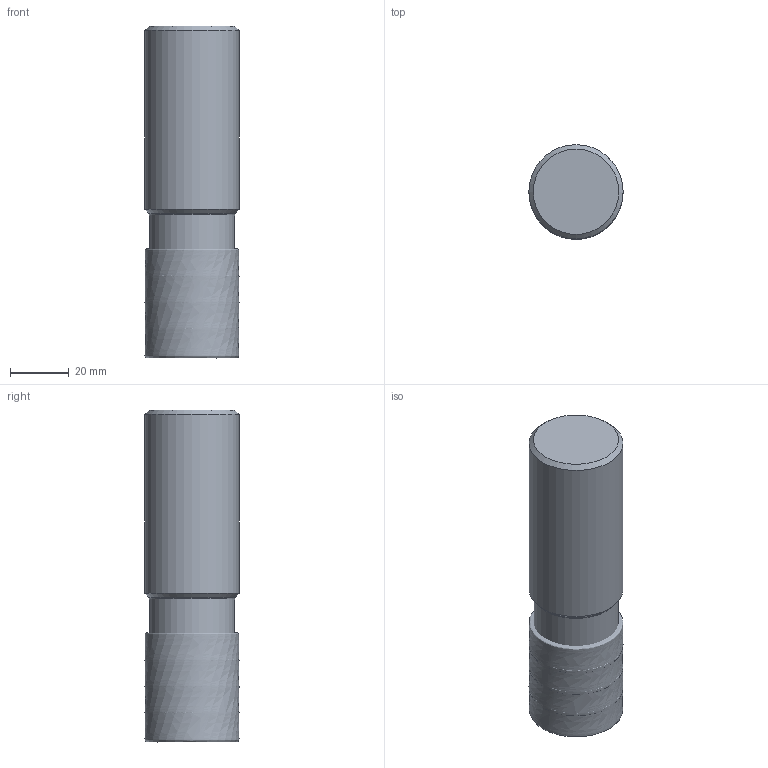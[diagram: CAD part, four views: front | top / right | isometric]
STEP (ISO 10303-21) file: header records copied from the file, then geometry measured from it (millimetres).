
FILE_DESCRIPTION(/* description */ (''),/* implementation_level */ '2;1');
FILE_NAME(/* name */ '1583808875380.stp',/* time_stamp */ '2020-03-10T08:24:50+06:00',/* author */ (''),/* organization */ ('SMS'),/* preprocessor_version */ 'ST-DEVELOPER v16.7',/* originating_system */ 'SIEMENS PLM Software NX 12.0',/* authorisation */ '');
FILE_SCHEMA (('AUTOMOTIVE_DESIGN { 1 0 10303 214 3 1 1 1 }'));
Length unit declared in the file: millimetre
Products named in the file (4): 202220500mod000_00; ASSEMBLY_CONSTRUCTION; 202867135mod000_00; 202864860mod000_00
Assembly tree (6 placements, depth 2):
  202864860mod000_00
    202867135mod000_00
    ASSEMBLY_CONSTRUCTION
    202220500mod000_00  x4
Bounding box: 31.99 x 31.99 x 112.71 mm (x, y, z)
Volume: 106337.4 mm3; surface area: 23154.5 mm2
Topology: 5 solids, 5 shells, 26 faces, 58 edges, 57 vertices
Faces by surface type: cone 12, torus 5, bspline 4, plane 3, cylinder 2
Full cylindrical faces by diameter (mm): 28.859 x1, 31.992 x1
Entity records: 22570 total; most frequent: CARTESIAN_POINT 21845, DIRECTION 130, AXIS2_PLACEMENT_3D 65, FACE_BOUND 44, EDGE_LOOP 42, ORIENTED_EDGE 42, STYLED_ITEM 37, PRESENTATION_STYLE_ASSIGNMENT 37
